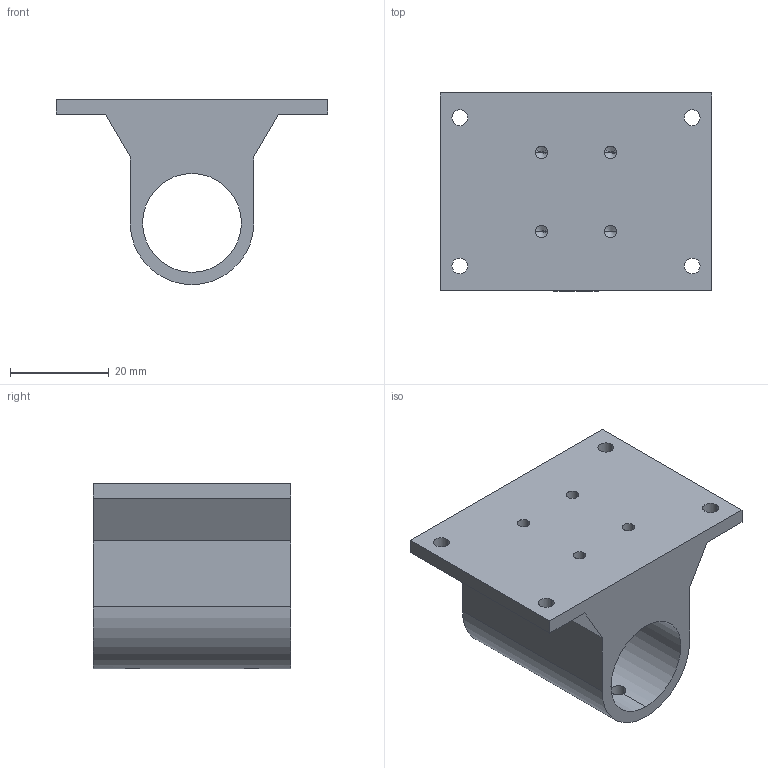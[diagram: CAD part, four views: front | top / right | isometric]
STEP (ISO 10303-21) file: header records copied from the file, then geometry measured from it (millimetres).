
FILE_DESCRIPTION (( 'STEP AP214' ), '1' );
FILE_NAME ('蝓蟈奻_堤粣唳.STEP', '2017-04-09T13:37:58', ( '' ), ( '' ), 'SwSTEP 2.0', 'SolidWorks 2017', '' );
FILE_SCHEMA (( 'AUTOMOTIVE_DESIGN' ));
Length unit declared in the file: millimetre
Products named in the file (1): 蝓蟈奻_堤粣唳
Bounding box: 55 x 40 x 37.5 mm (x, y, z)
Volume: 27254.9 mm3; surface area: 10946.7 mm2
Topology: 1 solids, 1 shells, 43 faces, 127 edges, 78 vertices
Faces by surface type: cylinder 24, plane 11, cone 8
Entity records: 1715 total; most frequent: CARTESIAN_POINT 457, ORIENTED_EDGE 238, DIRECTION 231, EDGE_CURVE 119, AXIS2_PLACEMENT_3D 84, VERTEX_POINT 78, LINE 63, VECTOR 63
